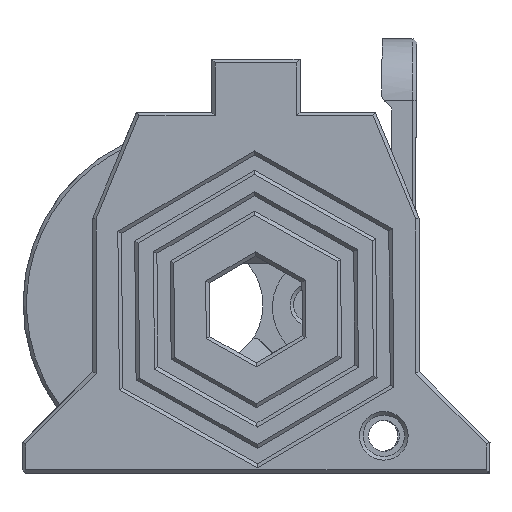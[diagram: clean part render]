
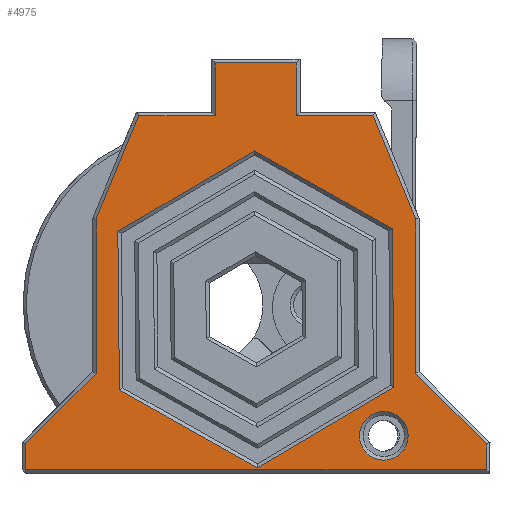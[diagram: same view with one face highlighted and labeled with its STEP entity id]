
A CAD part, left-side view. The second image highlights one B-rep face of the part: STEP entity #4975.
In plain terms, the highlighted planar face has unit normal (-1, 0, 0).
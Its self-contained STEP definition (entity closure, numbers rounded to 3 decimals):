
#158=FACE_BOUND('',#848,.T.);
#159=FACE_BOUND('',#849,.T.);
#292=PLANE('',#5380);
#543=FACE_OUTER_BOUND('',#847,.T.);
#847=EDGE_LOOP('',(#4146,#4147,#4148,#4149,#4150,#4151,#4152,#4153,#4154,
#4155,#4156,#4157,#4158,#4159));
#848=EDGE_LOOP('',(#4160,#4161,#4162,#4163,#4164,#4165));
#849=EDGE_LOOP('',(#4166));
#1075=LINE('',#7250,#1623);
#1225=LINE('',#7634,#1773);
#1230=LINE('',#7644,#1778);
#1233=LINE('',#7650,#1781);
#1234=LINE('',#7653,#1782);
#1238=LINE('',#7661,#1786);
#1240=LINE('',#7666,#1788);
#1243=LINE('',#7671,#1791);
#1245=LINE('',#7675,#1793);
#1249=LINE('',#7685,#1797);
#1306=LINE('',#7875,#1854);
#1315=LINE('',#7913,#1863);
#1320=LINE('',#7924,#1868);
#1322=LINE('',#7927,#1870);
#1323=LINE('',#7929,#1871);
#1324=LINE('',#7933,#1872);
#1325=LINE('',#7935,#1873);
#1326=LINE('',#7937,#1874);
#1327=LINE('',#7938,#1875);
#1328=LINE('',#7939,#1876);
#1623=VECTOR('',#5817,10.);
#1773=VECTOR('',#6169,10.);
#1778=VECTOR('',#6176,10.);
#1781=VECTOR('',#6181,10.);
#1782=VECTOR('',#6184,10.);
#1786=VECTOR('',#6190,10.);
#1788=VECTOR('',#6194,10.);
#1791=VECTOR('',#6199,10.);
#1793=VECTOR('',#6203,10.);
#1797=VECTOR('',#6213,10.);
#1854=VECTOR('',#6348,10.);
#1863=VECTOR('',#6369,10.);
#1868=VECTOR('',#6376,10.);
#1870=VECTOR('',#6380,10.);
#1871=VECTOR('',#6383,10.);
#1872=VECTOR('',#6388,10.);
#1873=VECTOR('',#6389,10.);
#1874=VECTOR('',#6390,10.);
#1875=VECTOR('',#6391,10.);
#1876=VECTOR('',#6392,10.);
#2143=CIRCLE('',#5329,2.75);
#2287=VERTEX_POINT('',#7248);
#2288=VERTEX_POINT('',#7249);
#2409=VERTEX_POINT('',#7631);
#2410=VERTEX_POINT('',#7633);
#2412=VERTEX_POINT('',#7638);
#2414=VERTEX_POINT('',#7642);
#2415=VERTEX_POINT('',#7646);
#2417=VERTEX_POINT('',#7652);
#2420=VERTEX_POINT('',#7660);
#2421=VERTEX_POINT('',#7664);
#2422=VERTEX_POINT('',#7665);
#2423=VERTEX_POINT('',#7670);
#2424=VERTEX_POINT('',#7674);
#2425=VERTEX_POINT('',#7678);
#2427=VERTEX_POINT('',#7684);
#2485=VERTEX_POINT('',#7912);
#2489=VERTEX_POINT('',#7921);
#2490=VERTEX_POINT('',#7923);
#2491=VERTEX_POINT('',#7932);
#2492=VERTEX_POINT('',#7934);
#2493=VERTEX_POINT('',#7936);
#2783=EDGE_CURVE('',#2287,#2288,#1075,.T.);
#2964=EDGE_CURVE('',#2409,#2410,#1225,.T.);
#2969=EDGE_CURVE('',#2414,#2412,#1230,.T.);
#2972=EDGE_CURVE('',#2412,#2415,#1233,.T.);
#2973=EDGE_CURVE('',#2415,#2417,#1234,.T.);
#2977=EDGE_CURVE('',#2417,#2420,#1238,.T.);
#2979=EDGE_CURVE('',#2421,#2422,#1240,.T.);
#2982=EDGE_CURVE('',#2422,#2423,#1243,.T.);
#2984=EDGE_CURVE('',#2423,#2424,#1245,.T.);
#2986=EDGE_CURVE('',#2425,#2425,#2143,.T.);
#2989=EDGE_CURVE('',#2420,#2427,#1249,.T.);
#3067=EDGE_CURVE('',#2410,#2414,#1306,.T.);
#3078=EDGE_CURVE('',#2485,#2409,#1315,.T.);
#3083=EDGE_CURVE('',#2489,#2490,#1320,.T.);
#3085=EDGE_CURVE('',#2288,#2421,#1322,.T.);
#3086=EDGE_CURVE('',#2424,#2287,#1323,.T.);
#3087=EDGE_CURVE('',#2489,#2491,#1324,.T.);
#3088=EDGE_CURVE('',#2492,#2491,#1325,.T.);
#3089=EDGE_CURVE('',#2493,#2492,#1326,.T.);
#3090=EDGE_CURVE('',#2427,#2493,#1327,.T.);
#3091=EDGE_CURVE('',#2490,#2485,#1328,.T.);
#4146=ORIENTED_EDGE('',*,*,#3083,.F.);
#4147=ORIENTED_EDGE('',*,*,#3087,.T.);
#4148=ORIENTED_EDGE('',*,*,#3088,.F.);
#4149=ORIENTED_EDGE('',*,*,#3089,.F.);
#4150=ORIENTED_EDGE('',*,*,#3090,.F.);
#4151=ORIENTED_EDGE('',*,*,#2989,.F.);
#4152=ORIENTED_EDGE('',*,*,#2977,.F.);
#4153=ORIENTED_EDGE('',*,*,#2973,.F.);
#4154=ORIENTED_EDGE('',*,*,#2972,.F.);
#4155=ORIENTED_EDGE('',*,*,#2969,.F.);
#4156=ORIENTED_EDGE('',*,*,#3067,.F.);
#4157=ORIENTED_EDGE('',*,*,#2964,.F.);
#4158=ORIENTED_EDGE('',*,*,#3078,.F.);
#4159=ORIENTED_EDGE('',*,*,#3091,.F.);
#4160=ORIENTED_EDGE('',*,*,#2783,.F.);
#4161=ORIENTED_EDGE('',*,*,#3086,.F.);
#4162=ORIENTED_EDGE('',*,*,#2984,.F.);
#4163=ORIENTED_EDGE('',*,*,#2982,.F.);
#4164=ORIENTED_EDGE('',*,*,#2979,.F.);
#4165=ORIENTED_EDGE('',*,*,#3085,.F.);
#4166=ORIENTED_EDGE('',*,*,#2986,.F.);
#4975=ADVANCED_FACE('',(#543,#158,#159),#292,.T.);
#5329=AXIS2_PLACEMENT_3D('',#7679,#6207,#6208);
#5380=AXIS2_PLACEMENT_3D('',#7931,#6386,#6387);
#5817=DIRECTION('',(0.,0.01,1.));
#6169=DIRECTION('',(0.,0.,1.));
#6176=DIRECTION('',(0.,0.,1.));
#6181=DIRECTION('',(0.,-0.383,0.924));
#6184=DIRECTION('',(0.,-1.,0.));
#6190=DIRECTION('',(0.,0.,1.));
#6194=DIRECTION('',(0.,0.861,-0.508));
#6199=DIRECTION('',(0.,-0.01,-1.));
#6203=DIRECTION('',(0.,-0.871,-0.491));
#6207=DIRECTION('center_axis',(-1.,0.,0.));
#6208=DIRECTION('ref_axis',(0.,-1.,0.));
#6213=DIRECTION('',(0.,-1.,0.));
#6348=DIRECTION('',(0.,-0.707,0.707));
#6369=DIRECTION('',(0.,1.,0.));
#6376=DIRECTION('',(0.,-0.707,-0.707));
#6380=DIRECTION('',(0.,0.871,0.491));
#6383=DIRECTION('',(0.,-0.861,0.508));
#6386=DIRECTION('center_axis',(-1.,0.,0.));
#6387=DIRECTION('ref_axis',(0.,-1.,0.));
#6388=DIRECTION('',(0.,0.,1.));
#6389=DIRECTION('',(0.,-0.383,-0.924));
#6390=DIRECTION('',(0.,-1.,0.));
#6391=DIRECTION('',(0.,0.,-1.));
#6392=DIRECTION('',(0.,0.,-1.));
#7248=CARTESIAN_POINT('',(-62.112,4.448,12.461));
#7249=CARTESIAN_POINT('',(-62.112,4.624,30.416));
#7250=CARTESIAN_POINT('',(-62.112,4.611,29.105));
#7631=CARTESIAN_POINT('',(-62.112,46.181,3.11));
#7633=CARTESIAN_POINT('',(-62.112,46.181,6.044));
#7634=CARTESIAN_POINT('',(-62.112,46.181,13.741));
#7638=CARTESIAN_POINT('',(-62.112,38.181,31.531));
#7642=CARTESIAN_POINT('',(-62.112,38.181,14.044));
#7644=CARTESIAN_POINT('',(-62.112,38.181,14.241));
#7646=CARTESIAN_POINT('',(-62.112,33.343,43.21));
#7650=CARTESIAN_POINT('',(-62.112,36.28,36.12));
#7652=CARTESIAN_POINT('',(-62.112,24.681,43.21));
#7653=CARTESIAN_POINT('',(-62.112,25.691,43.21));
#7660=CARTESIAN_POINT('',(-62.112,24.681,49.21));
#7661=CARTESIAN_POINT('',(-62.112,24.681,33.905));
#7664=CARTESIAN_POINT('',(-62.112,20.262,39.241));
#7665=CARTESIAN_POINT('',(-62.112,35.723,30.11));
#7666=CARTESIAN_POINT('',(-62.112,30.315,33.304));
#7670=CARTESIAN_POINT('',(-62.112,35.546,12.156));
#7671=CARTESIAN_POINT('',(-62.112,35.624,20.053));
#7674=CARTESIAN_POINT('',(-62.112,19.909,3.331));
#7675=CARTESIAN_POINT('',(-62.112,25.327,6.389));
#7678=CARTESIAN_POINT('',(-62.112,8.331,6.96));
#7679=CARTESIAN_POINT('Origin',(-62.112,5.581,6.96));
#7684=CARTESIAN_POINT('',(-62.112,15.481,49.21));
#7685=CARTESIAN_POINT('',(-62.112,20.081,49.21));
#7875=CARTESIAN_POINT('',(-62.112,31.508,20.718));
#7912=CARTESIAN_POINT('',(-62.112,-6.019,3.11));
#7913=CARTESIAN_POINT('',(-62.112,6.831,3.11));
#7921=CARTESIAN_POINT('',(-62.112,1.981,14.044));
#7923=CARTESIAN_POINT('',(-62.112,-6.019,6.045));
#7924=CARTESIAN_POINT('',(-62.112,8.654,20.718));
#7927=CARTESIAN_POINT('',(-62.112,17.66,37.772));
#7929=CARTESIAN_POINT('',(-62.112,6.969,10.973));
#7931=CARTESIAN_POINT('Origin',(-62.112,20.081,27.872));
#7932=CARTESIAN_POINT('',(-62.112,1.981,31.531));
#7933=CARTESIAN_POINT('',(-62.112,1.981,23.207));
#7934=CARTESIAN_POINT('',(-62.112,6.819,43.21));
#7935=CARTESIAN_POINT('',(-62.112,3.882,36.12));
#7936=CARTESIAN_POINT('',(-62.112,15.481,43.21));
#7937=CARTESIAN_POINT('',(-62.112,25.691,43.21));
#7938=CARTESIAN_POINT('',(-62.112,15.481,35.741));
#7939=CARTESIAN_POINT('',(-62.112,-6.019,13.741));
